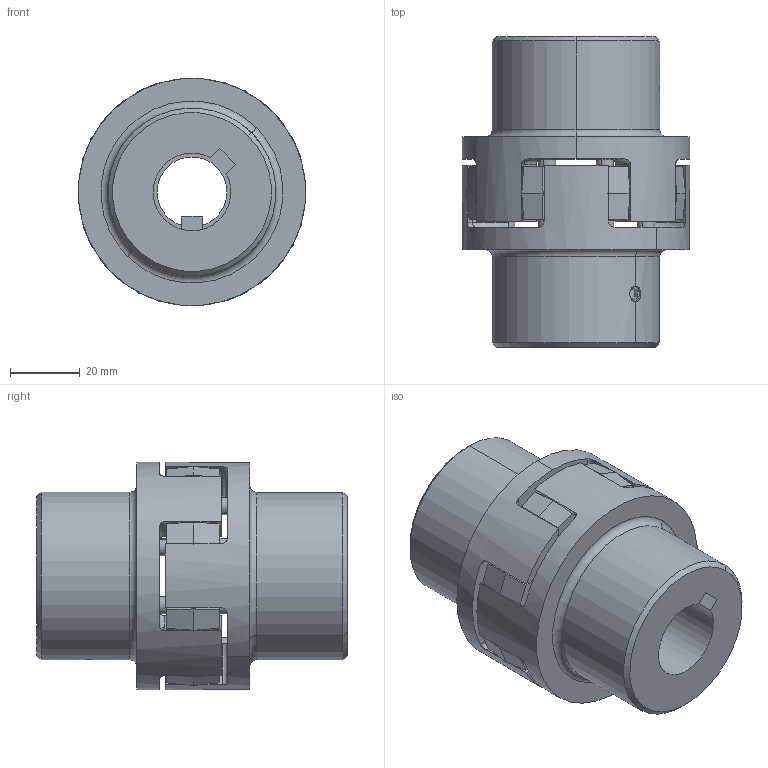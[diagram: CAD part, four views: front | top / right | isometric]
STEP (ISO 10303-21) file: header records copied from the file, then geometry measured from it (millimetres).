
FILE_DESCRIPTION (( 'STEP AP203' ), '1' );
FILE_NAME ('8274.STEP', '2017-06-02T13:38:24', ( '' ), ( '' ), 'SwSTEP 2.0', 'SolidWorks 2017', '' );
FILE_SCHEMA (( 'CONFIG_CONTROL_DESIGN' ));
Length unit declared in the file: inch
Products named in the file (5): 8274; 38287; 38297; 34410; 30057
Assembly tree (4 placements, depth 2):
  8274
    38287
    38297
    34410
    30057
Bounding box: 65.02 x 88.9 x 65.02 mm (x, y, z)
Volume: 160604.7 mm3; surface area: 45470.5 mm2
Topology: 4 solids, 4 shells, 250 faces, 610 edges, 392 vertices
Faces by surface type: plane 99, cylinder 75, cone 52, torus 24
Entity records: 8513 total; most frequent: CARTESIAN_POINT 2055, DIRECTION 1282, ORIENTED_EDGE 1220, EDGE_CURVE 610, AXIS2_PLACEMENT_3D 523, VERTEX_POINT 392, EDGE_LOOP 280, CIRCLE 266
